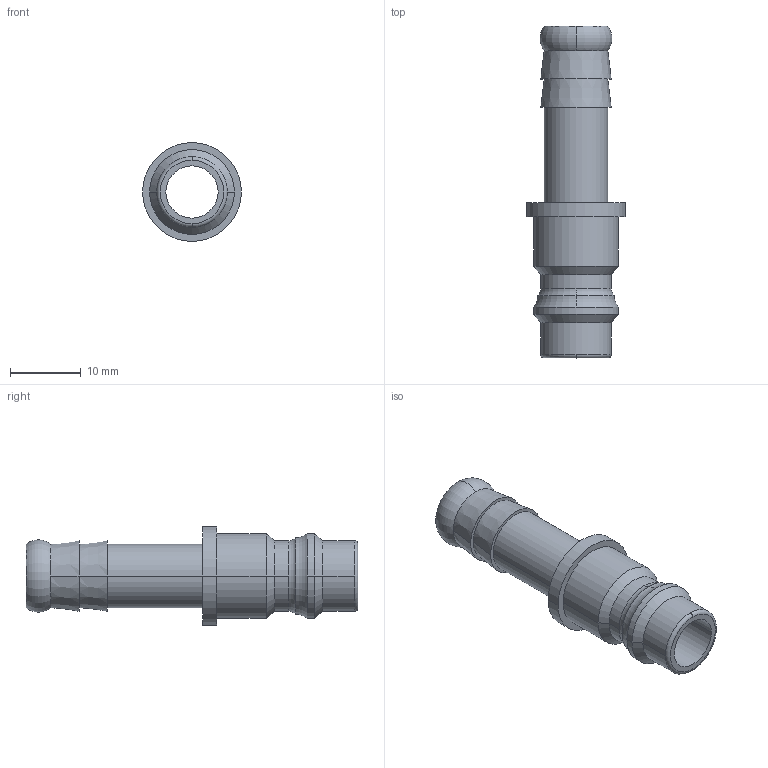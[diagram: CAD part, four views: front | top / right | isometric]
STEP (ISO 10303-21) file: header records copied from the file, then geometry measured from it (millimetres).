
FILE_DESCRIPTION(('STEP AP214'),'1');
FILE_NAME('esi1a_9_s.stp','2020-03-05T09:15:59',('TraceParts'),('TraceParts S.A.'),'Spatial InterOp 3D',' ',' ');
FILE_SCHEMA(('automotive_design'));
Length unit declared in the file: millimetre
Products named in the file (1): 1
Bounding box: 14 x 47 x 14 mm (x, y, z)
Volume: 1900.4 mm3; surface area: 2855.2 mm2
Topology: 1 solids, 1 shells, 36 faces, 83 edges, 53 vertices
Faces by surface type: cylinder 14, cone 8, torus 8, plane 6
Entity records: 1360 total; most frequent: DIRECTION 218, CARTESIAN_POINT 173, ORIENTED_EDGE 166, AXIS2_PLACEMENT_3D 98, EDGE_CURVE 83, CIRCLE 61, VERTEX_POINT 53, EDGE_LOOP 42
